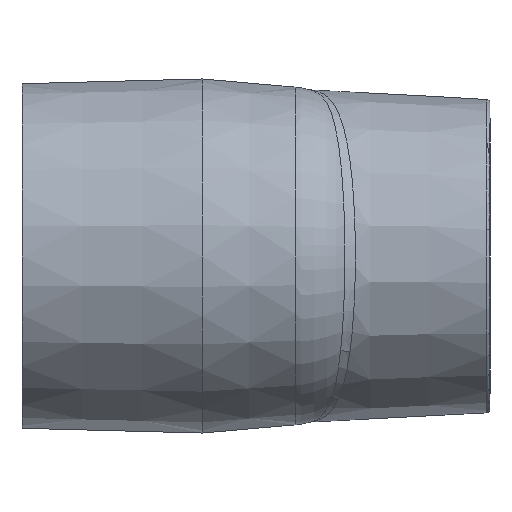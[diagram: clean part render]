
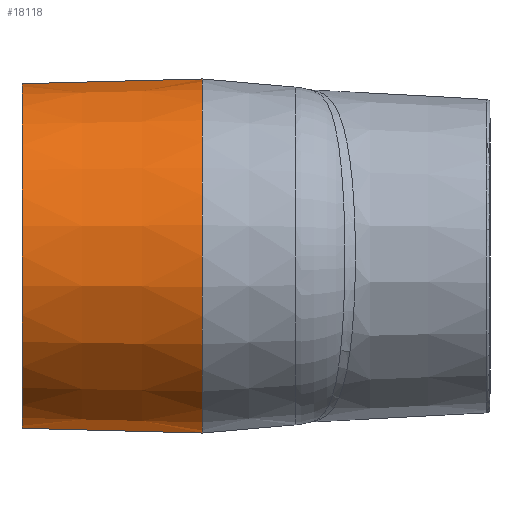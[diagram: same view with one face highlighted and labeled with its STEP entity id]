
A CAD part, left-side view. The second image highlights one B-rep face of the part: STEP entity #18118.
In plain terms, the highlighted conical face has half-angle 1.5 degrees and reference radius 69.85 mm.
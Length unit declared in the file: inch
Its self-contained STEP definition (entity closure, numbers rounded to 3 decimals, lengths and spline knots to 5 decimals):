
#1723=LINE('',#34836,#3394);
#1724=LINE('',#34838,#3395);
#3394=VECTOR('',#22290,0.3937);
#3395=VECTOR('',#22293,0.3937);
#5131=CONICAL_SURFACE('',#18966,2.75,0.026);
#6231=FACE_OUTER_BOUND('',#7331,.T.);
#7331=EDGE_LOOP('',(#17107,#17108,#17109,#17110));
#7440=CIRCLE('',#18861,2.82528);
#7484=CIRCLE('',#18952,2.75);
#9157=VERTEX_POINT('',#33114);
#9158=VERTEX_POINT('',#33118);
#9225=VERTEX_POINT('',#34811);
#9228=VERTEX_POINT('',#34816);
#11732=EDGE_CURVE('',#9157,#9158,#7440,.T.);
#11846=EDGE_CURVE('',#9228,#9225,#7484,.T.);
#11855=EDGE_CURVE('',#9225,#9158,#1723,.T.);
#11856=EDGE_CURVE('',#9228,#9157,#1724,.T.);
#17107=ORIENTED_EDGE('',*,*,#11732,.T.);
#17108=ORIENTED_EDGE('',*,*,#11855,.F.);
#17109=ORIENTED_EDGE('',*,*,#11846,.F.);
#17110=ORIENTED_EDGE('',*,*,#11856,.T.);
#18118=ADVANCED_FACE('',(#6231),#5131,.T.);
#18861=AXIS2_PLACEMENT_3D('',#33120,#22063,#22064);
#18952=AXIS2_PLACEMENT_3D('',#34818,#22260,#22261);
#18966=AXIS2_PLACEMENT_3D('',#34839,#22294,#22295);
#22063=DIRECTION('center_axis',(0.,1.,0.));
#22064=DIRECTION('ref_axis',(0.,0.,-1.));
#22260=DIRECTION('center_axis',(0.,1.,0.));
#22261=DIRECTION('ref_axis',(0.,0.,-1.));
#22290=DIRECTION('',(0.,-1.,0.026));
#22293=DIRECTION('',(0.,-1.,-0.026));
#22294=DIRECTION('center_axis',(0.,-1.,0.));
#22295=DIRECTION('ref_axis',(0.,0.,-1.));
#33114=CARTESIAN_POINT('',(-4.75,0.,-2.82528));
#33118=CARTESIAN_POINT('',(-4.75,0.,2.82528));
#33120=CARTESIAN_POINT('Origin',(-4.75,0.,0.));
#34811=CARTESIAN_POINT('',(-4.75,2.875,2.75));
#34816=CARTESIAN_POINT('',(-4.75,2.875,-2.75));
#34818=CARTESIAN_POINT('Origin',(-4.75,2.875,0.));
#34836=CARTESIAN_POINT('',(-4.75,2.875,2.75));
#34838=CARTESIAN_POINT('',(-4.75,2.875,-2.75));
#34839=CARTESIAN_POINT('Origin',(-4.75,2.875,0.));
